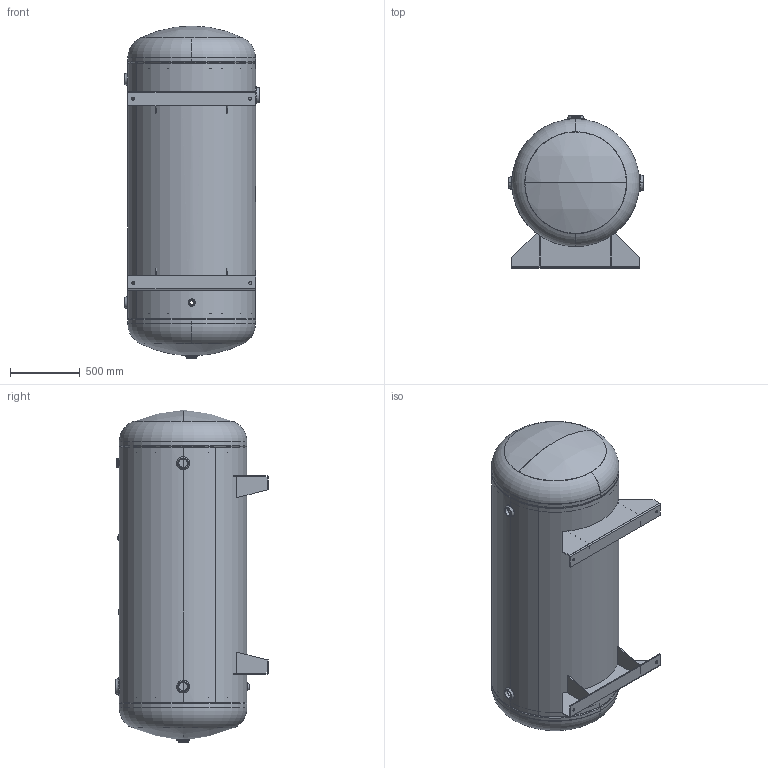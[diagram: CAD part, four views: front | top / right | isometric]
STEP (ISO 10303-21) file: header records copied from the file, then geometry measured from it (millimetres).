
FILE_DESCRIPTION (( 'STEP AP203' ), '1' );
FILE_NAME ('302487.STEP', '2012-03-05T21:34:06', ( '' ), ( '' ), 'SwSTEP 2.0', 'SolidWorks 2011', '' );
FILE_SCHEMA (( 'CONFIG_CONTROL_DESIGN' ));
Length unit declared in the file: inch
Products named in the file (1): 302487
Bounding box: 961.69 x 1092.2 x 2378.07 mm (x, y, z)
Surface area: 15924204.5 mm2 (no closed solid volume)
Topology: 0 solids, 28 shells, 203 faces, 558 edges, 369 vertices
Faces by surface type: cylinder 69, torus 62, plane 54, bspline 10, sphere 8
Entity records: 10103 total; most frequent: CARTESIAN_POINT 4893, DIRECTION 1147, ORIENTED_EDGE 928, EDGE_CURVE 558, AXIS2_PLACEMENT_3D 483, VERTEX_POINT 369, CIRCLE 289, EDGE_LOOP 235
